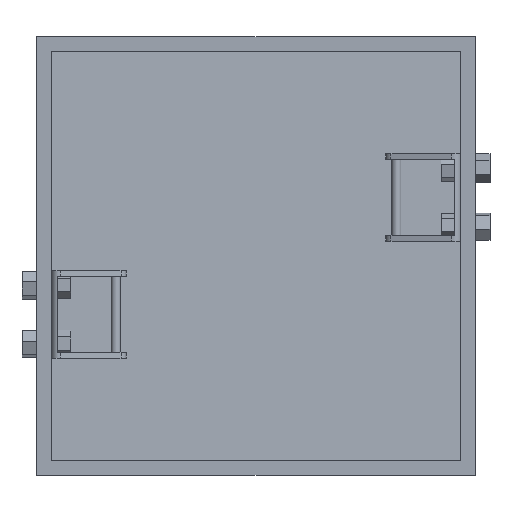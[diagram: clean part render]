
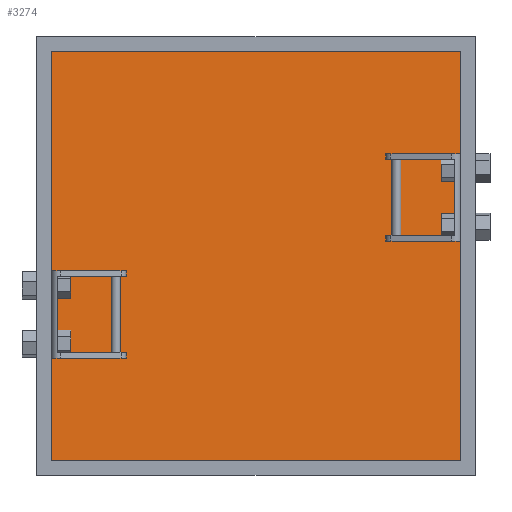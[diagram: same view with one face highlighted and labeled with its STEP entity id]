
A CAD part, top view. The second image highlights one B-rep face of the part: STEP entity #3274.
In plain terms, the highlighted planar face has unit normal (0.1, 0, 0.995).
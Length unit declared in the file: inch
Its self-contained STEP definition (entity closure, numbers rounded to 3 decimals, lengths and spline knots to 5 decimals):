
#193 = ORIENTED_EDGE ( 'NONE', *, *, #2992, .F. ) ;
#250 = DIRECTION ( 'NONE',  ( 0., -1., 0. ) ) ;
#268 = CARTESIAN_POINT ( 'NONE',  ( 2.75591, 5.90551, -0.96359 ) ) ;
#316 = ORIENTED_EDGE ( 'NONE', *, *, #1996, .T. ) ;
#610 = FACE_OUTER_BOUND ( 'NONE', #3460, .T. ) ;
#642 = CARTESIAN_POINT ( 'NONE',  ( -2.93317, 5.70866, -0.39468 ) ) ;
#1240 = LINE ( 'NONE', #3749, #4422 ) ;
#1365 = CARTESIAN_POINT ( 'NONE',  ( -2.75591, 0.19685, -0.4124 ) ) ;
#1610 = ORIENTED_EDGE ( 'NONE', *, *, #3736, .F. ) ;
#1616 = PLANE ( 'NONE',  #1905 ) ;
#1905 = AXIS2_PLACEMENT_3D ( 'NONE', #5248, #3682, #2827 ) ;
#1996 = EDGE_CURVE ( 'NONE', #2403, #3312, #3864, .T. ) ;
#2282 = ORIENTED_EDGE ( 'NONE', *, *, #4584, .T. ) ;
#2403 = VERTEX_POINT ( 'NONE', #3787 ) ;
#2428 = LINE ( 'NONE', #268, #4343 ) ;
#2484 = VERTEX_POINT ( 'NONE', #3707 ) ;
#2827 = DIRECTION ( 'NONE',  ( 0.995, 0., -0.1 ) ) ;
#2992 = EDGE_CURVE ( 'NONE', #2484, #4325, #2428, .T. ) ;
#3274 = ADVANCED_FACE ( 'NONE', ( #610 ), #1616, .T. ) ;
#3312 = VERTEX_POINT ( 'NONE', #1365 ) ;
#3460 = EDGE_LOOP ( 'NONE', ( #1610, #193, #2282, #316 ) ) ;
#3492 = DIRECTION ( 'NONE',  ( -0.995, 0., 0.1 ) ) ;
#3682 = DIRECTION ( 'NONE',  ( 0.1, 0., 0.995 ) ) ;
#3707 = CARTESIAN_POINT ( 'NONE',  ( 2.75591, 5.70866, -0.96359 ) ) ;
#3711 = VECTOR ( 'NONE', #3492, 39.37008 ) ;
#3736 = EDGE_CURVE ( 'NONE', #4325, #3312, #1240, .T. ) ;
#3749 = CARTESIAN_POINT ( 'NONE',  ( -2.93317, 0.19685, -0.39468 ) ) ;
#3787 = CARTESIAN_POINT ( 'NONE',  ( -2.75591, 5.70866, -0.4124 ) ) ;
#3864 = LINE ( 'NONE', #4622, #3929 ) ;
#3929 = VECTOR ( 'NONE', #250, 39.37008 ) ;
#3999 = DIRECTION ( 'NONE',  ( 0., -1., 0. ) ) ;
#4325 = VERTEX_POINT ( 'NONE', #4616 ) ;
#4343 = VECTOR ( 'NONE', #3999, 39.37008 ) ;
#4353 = LINE ( 'NONE', #642, #3711 ) ;
#4422 = VECTOR ( 'NONE', #4539, 39.37008 ) ;
#4539 = DIRECTION ( 'NONE',  ( -0.995, 0., 0.1 ) ) ;
#4584 = EDGE_CURVE ( 'NONE', #2484, #2403, #4353, .T. ) ;
#4616 = CARTESIAN_POINT ( 'NONE',  ( 2.75591, 0.19685, -0.96359 ) ) ;
#4622 = CARTESIAN_POINT ( 'NONE',  ( -2.75591, 5.90551, -0.4124 ) ) ;
#5248 = CARTESIAN_POINT ( 'NONE',  ( -2.93317, 5.90551, -0.39468 ) ) ;
